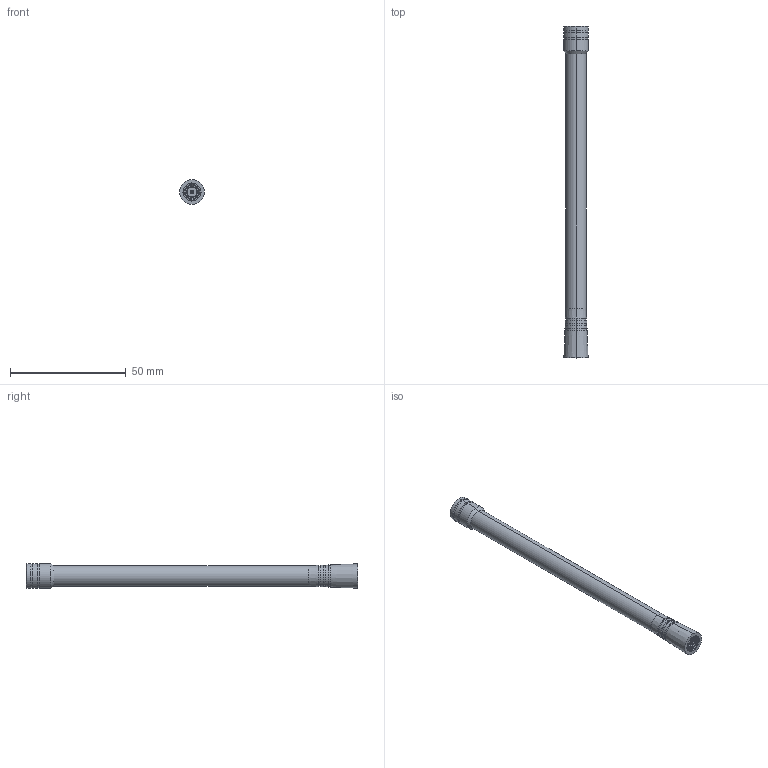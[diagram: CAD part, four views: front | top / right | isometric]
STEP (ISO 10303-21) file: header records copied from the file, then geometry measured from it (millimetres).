
FILE_DESCRIPTION (( 'STEP AP214' ), '1' );
FILE_NAME ('FMANRBD1019_3D.step', '2023-03-06T14:44:03', ( '' ), ( '' ), 'SwSTEP 2.0', 'SolidWorks 2022', '' );
FILE_SCHEMA (( 'AUTOMOTIVE_DESIGN' ));
Length unit declared in the file: inch
Products named in the file (6): 1AB01-024; LCANRBD1019; FMANRBD1019_3D; 1AB01-024_默认; 1AB01-024-MA1_默认; 1AB01-024-MA2_默认
Assembly tree (5 placements, depth 3):
  FMANRBD1019_3D
    LCANRBD1019
    1AB01-024
      1AB01-024_默认
      1AB01-024-MA1_默认
      1AB01-024-MA2_默认
Bounding box: 10.72 x 143.13 x 10.72 mm (x, y, z)
Volume: 9622.1 mm3; surface area: 5750.7 mm2
Topology: 4 solids, 4 shells, 1026 faces, 2161 edges, 1161 vertices
Faces by surface type: bspline 660, cylinder 217, cone 70, plane 63, torus 16
Entity records: 36128 total; most frequent: CARTESIAN_POINT 21289, ORIENTED_EDGE 4318, EDGE_CURVE 2159, DIRECTION 1475, VERTEX_POINT 1161, EDGE_LOOP 1052, FACE_OUTER_BOUND 1026, ADVANCED_FACE 1026
